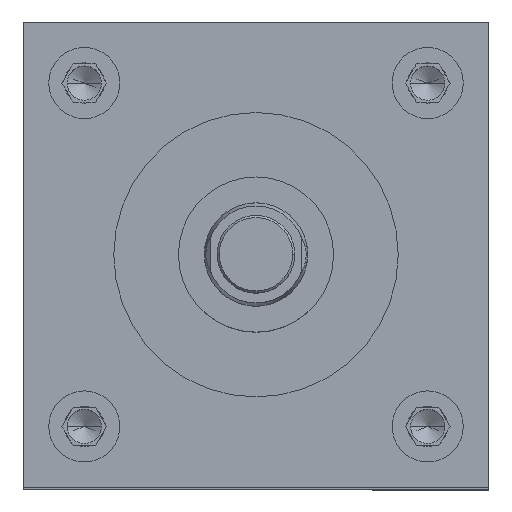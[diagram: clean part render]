
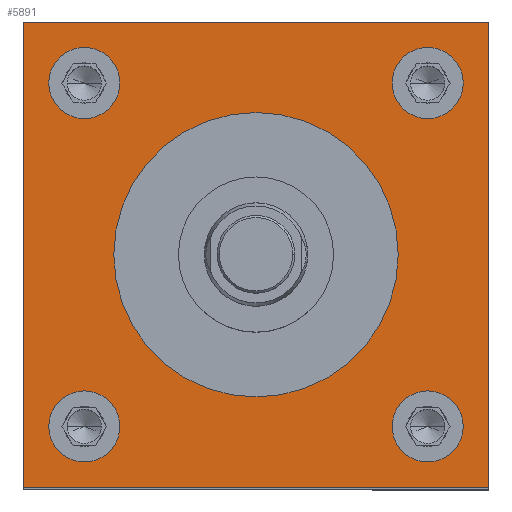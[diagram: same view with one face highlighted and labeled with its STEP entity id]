
A CAD part, top view. The second image highlights one B-rep face of the part: STEP entity #5891.
In plain terms, the highlighted planar face has unit normal (0, 0, 1).
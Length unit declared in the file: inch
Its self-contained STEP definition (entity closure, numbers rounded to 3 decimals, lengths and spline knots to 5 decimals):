
#37 = VERTEX_POINT ( 'NONE', #5782 ) ;
#146 = VECTOR ( 'NONE', #7063, 39.37008 ) ;
#161 = FACE_BOUND ( 'NONE', #5209, .T. ) ;
#308 = DIRECTION ( 'NONE',  ( 1., 0., 0. ) ) ;
#559 = VERTEX_POINT ( 'NONE', #6832 ) ;
#593 = CARTESIAN_POINT ( 'NONE',  ( -1.66, 1.66, 14.25 ) ) ;
#603 = VERTEX_POINT ( 'NONE', #816 ) ;
#651 = ORIENTED_EDGE ( 'NONE', *, *, #6843, .F. ) ;
#655 = VERTEX_POINT ( 'NONE', #4153 ) ;
#668 = DIRECTION ( 'NONE',  ( 1., 0., 0. ) ) ;
#753 = FACE_BOUND ( 'NONE', #5994, .T. ) ;
#755 = EDGE_CURVE ( 'NONE', #603, #559, #5400, .T. ) ;
#775 = ORIENTED_EDGE ( 'NONE', *, *, #1240, .F. ) ;
#816 = CARTESIAN_POINT ( 'NONE',  ( 1.375, 0., 14.25 ) ) ;
#821 = DIRECTION ( 'NONE',  ( 1., 0., 0. ) ) ;
#830 = LINE ( 'NONE', #3055, #5581 ) ;
#843 = AXIS2_PLACEMENT_3D ( 'NONE', #4252, #2132, #2059 ) ;
#956 = ORIENTED_EDGE ( 'NONE', *, *, #5562, .F. ) ;
#1003 = VERTEX_POINT ( 'NONE', #4698 ) ;
#1079 = DIRECTION ( 'NONE',  ( 1., 0., 0. ) ) ;
#1104 = VERTEX_POINT ( 'NONE', #7099 ) ;
#1112 = CARTESIAN_POINT ( 'NONE',  ( 1.66, 1.66, 14.25 ) ) ;
#1149 = DIRECTION ( 'NONE',  ( 1., 0., 0. ) ) ;
#1221 = EDGE_CURVE ( 'NONE', #7118, #37, #5791, .T. ) ;
#1240 = EDGE_CURVE ( 'NONE', #37, #7118, #6136, .T. ) ;
#1295 = CARTESIAN_POINT ( 'NONE',  ( -1.3165, -1.66, 14.25 ) ) ;
#1432 = CARTESIAN_POINT ( 'NONE',  ( 2.25, 2.25, 14.25 ) ) ;
#1648 = DIRECTION ( 'NONE',  ( -1., 0., 0. ) ) ;
#1785 = CARTESIAN_POINT ( 'NONE',  ( -2.25, 2.25, 14.25 ) ) ;
#1841 = DIRECTION ( 'NONE',  ( 0., 0., 1. ) ) ;
#1917 = VERTEX_POINT ( 'NONE', #5645 ) ;
#1936 = DIRECTION ( 'NONE',  ( 0., 0., 1. ) ) ;
#2036 = EDGE_CURVE ( 'NONE', #6080, #1917, #6788, .T. ) ;
#2059 = DIRECTION ( 'NONE',  ( 1., 0., 0. ) ) ;
#2088 = ORIENTED_EDGE ( 'NONE', *, *, #6719, .F. ) ;
#2132 = DIRECTION ( 'NONE',  ( 0., 0., 1. ) ) ;
#2197 = DIRECTION ( 'NONE',  ( 0., 0., 1. ) ) ;
#2223 = VECTOR ( 'NONE', #2940, 39.37008 ) ;
#2369 = VERTEX_POINT ( 'NONE', #1785 ) ;
#2472 = CARTESIAN_POINT ( 'NONE',  ( -2.0035, 1.66, 14.25 ) ) ;
#2482 = DIRECTION ( 'NONE',  ( 0., 0., 1. ) ) ;
#2491 = ORIENTED_EDGE ( 'NONE', *, *, #3069, .T. ) ;
#2562 = CIRCLE ( 'NONE', #3036, 0.3435 ) ;
#2614 = DIRECTION ( 'NONE',  ( 1., 0., 0. ) ) ;
#2644 = ORIENTED_EDGE ( 'NONE', *, *, #2734, .T. ) ;
#2704 = CIRCLE ( 'NONE', #843, 0.3435 ) ;
#2734 = EDGE_CURVE ( 'NONE', #1104, #655, #4332, .T. ) ;
#2773 = AXIS2_PLACEMENT_3D ( 'NONE', #5148, #1841, #308 ) ;
#2898 = LINE ( 'NONE', #6302, #2223 ) ;
#2940 = DIRECTION ( 'NONE',  ( 0., -1., 0. ) ) ;
#2955 = VERTEX_POINT ( 'NONE', #4979 ) ;
#3036 = AXIS2_PLACEMENT_3D ( 'NONE', #593, #2482, #821 ) ;
#3048 = DIRECTION ( 'NONE',  ( -1., 0., 0. ) ) ;
#3055 = CARTESIAN_POINT ( 'NONE',  ( -2.25, 2.25, 14.25 ) ) ;
#3069 = EDGE_CURVE ( 'NONE', #2369, #1104, #2898, .T. ) ;
#3072 = EDGE_CURVE ( 'NONE', #655, #5969, #5220, .T. ) ;
#3108 = EDGE_CURVE ( 'NONE', #5969, #2369, #830, .T. ) ;
#3148 = CARTESIAN_POINT ( 'NONE',  ( -1.66, 1.66, 14.25 ) ) ;
#3157 = AXIS2_PLACEMENT_3D ( 'NONE', #3480, #6840, #3048 ) ;
#3211 = AXIS2_PLACEMENT_3D ( 'NONE', #5558, #6170, #668 ) ;
#3230 = AXIS2_PLACEMENT_3D ( 'NONE', #7125, #6046, #1079 ) ;
#3241 = CIRCLE ( 'NONE', #2773, 0.3435 ) ;
#3450 = DIRECTION ( 'NONE',  ( 0., 1., 0. ) ) ;
#3452 = ORIENTED_EDGE ( 'NONE', *, *, #755, .F. ) ;
#3480 = CARTESIAN_POINT ( 'NONE',  ( -2.25, 2.25, 14.25 ) ) ;
#3623 = FACE_BOUND ( 'NONE', #5802, .T. ) ;
#3703 = AXIS2_PLACEMENT_3D ( 'NONE', #1112, #2197, #1149 ) ;
#3708 = CARTESIAN_POINT ( 'NONE',  ( 1.66, -1.66, 14.25 ) ) ;
#3745 = ORIENTED_EDGE ( 'NONE', *, *, #4510, .F. ) ;
#4046 = ORIENTED_EDGE ( 'NONE', *, *, #3108, .T. ) ;
#4147 = AXIS2_PLACEMENT_3D ( 'NONE', #4540, #6187, #5468 ) ;
#4153 = CARTESIAN_POINT ( 'NONE',  ( 2.25, -2.25, 14.25 ) ) ;
#4252 = CARTESIAN_POINT ( 'NONE',  ( -1.66, -1.66, 14.25 ) ) ;
#4292 = DIRECTION ( 'NONE',  ( 1., 0., 0. ) ) ;
#4332 = LINE ( 'NONE', #5444, #146 ) ;
#4407 = CIRCLE ( 'NONE', #3703, 0.3435 ) ;
#4413 = ORIENTED_EDGE ( 'NONE', *, *, #6510, .F. ) ;
#4486 = CARTESIAN_POINT ( 'NONE',  ( 2.0035, -1.66, 14.25 ) ) ;
#4510 = EDGE_CURVE ( 'NONE', #1917, #6080, #2562, .T. ) ;
#4540 = CARTESIAN_POINT ( 'NONE',  ( 0., 0., 14.25 ) ) ;
#4611 = AXIS2_PLACEMENT_3D ( 'NONE', #3148, #1936, #4711 ) ;
#4635 = VERTEX_POINT ( 'NONE', #1295 ) ;
#4649 = PLANE ( 'NONE',  #3157 ) ;
#4698 = CARTESIAN_POINT ( 'NONE',  ( 1.3165, 1.66, 14.25 ) ) ;
#4711 = DIRECTION ( 'NONE',  ( 1., 0., 0. ) ) ;
#4979 = CARTESIAN_POINT ( 'NONE',  ( -2.0035, -1.66, 14.25 ) ) ;
#4991 = ORIENTED_EDGE ( 'NONE', *, *, #2036, .F. ) ;
#5011 = VECTOR ( 'NONE', #3450, 39.37008 ) ;
#5032 = CARTESIAN_POINT ( 'NONE',  ( 2.0035, 1.66, 14.25 ) ) ;
#5034 = EDGE_LOOP ( 'NONE', ( #5462, #775 ) ) ;
#5074 = CIRCLE ( 'NONE', #4147, 1.375 ) ;
#5148 = CARTESIAN_POINT ( 'NONE',  ( 1.66, 1.66, 14.25 ) ) ;
#5184 = CARTESIAN_POINT ( 'NONE',  ( 2.25, -2.25, 14.25 ) ) ;
#5209 = EDGE_LOOP ( 'NONE', ( #3745, #4991 ) ) ;
#5220 = LINE ( 'NONE', #5184, #5011 ) ;
#5366 = EDGE_LOOP ( 'NONE', ( #956, #651 ) ) ;
#5400 = CIRCLE ( 'NONE', #3211, 1.375 ) ;
#5444 = CARTESIAN_POINT ( 'NONE',  ( -2.25, -2.25, 14.25 ) ) ;
#5462 = ORIENTED_EDGE ( 'NONE', *, *, #1221, .F. ) ;
#5468 = DIRECTION ( 'NONE',  ( 1., 0., 0. ) ) ;
#5558 = CARTESIAN_POINT ( 'NONE',  ( 0., 0., 14.25 ) ) ;
#5562 = EDGE_CURVE ( 'NONE', #4635, #2955, #2704, .T. ) ;
#5581 = VECTOR ( 'NONE', #1648, 39.37008 ) ;
#5645 = CARTESIAN_POINT ( 'NONE',  ( -1.3165, 1.66, 14.25 ) ) ;
#5782 = CARTESIAN_POINT ( 'NONE',  ( 1.3165, -1.66, 14.25 ) ) ;
#5791 = CIRCLE ( 'NONE', #6482, 0.3435 ) ;
#5798 = FACE_BOUND ( 'NONE', #5366, .T. ) ;
#5802 = EDGE_LOOP ( 'NONE', ( #2088, #4413 ) ) ;
#5826 = EDGE_LOOP ( 'NONE', ( #2491, #2644, #6917, #4046 ) ) ;
#5891 = ADVANCED_FACE ( 'NONE', ( #6331, #3623, #5798, #161, #753, #6225 ), #4649, .F. ) ;
#5921 = DIRECTION ( 'NONE',  ( 0., 0., 1. ) ) ;
#5969 = VERTEX_POINT ( 'NONE', #1432 ) ;
#5994 = EDGE_LOOP ( 'NONE', ( #3452, #6463 ) ) ;
#6046 = DIRECTION ( 'NONE',  ( 0., 0., 1. ) ) ;
#6080 = VERTEX_POINT ( 'NONE', #2472 ) ;
#6136 = CIRCLE ( 'NONE', #6829, 0.3435 ) ;
#6170 = DIRECTION ( 'NONE',  ( 0., 0., 1. ) ) ;
#6187 = DIRECTION ( 'NONE',  ( 0., 0., 1. ) ) ;
#6225 = FACE_OUTER_BOUND ( 'NONE', #5826, .T. ) ;
#6302 = CARTESIAN_POINT ( 'NONE',  ( -2.25, -2.25, 14.25 ) ) ;
#6331 = FACE_BOUND ( 'NONE', #5034, .T. ) ;
#6340 = CIRCLE ( 'NONE', #3230, 0.3435 ) ;
#6413 = DIRECTION ( 'NONE',  ( 0., 0., 1. ) ) ;
#6463 = ORIENTED_EDGE ( 'NONE', *, *, #6836, .F. ) ;
#6482 = AXIS2_PLACEMENT_3D ( 'NONE', #6556, #6413, #4292 ) ;
#6510 = EDGE_CURVE ( 'NONE', #1003, #6786, #3241, .T. ) ;
#6556 = CARTESIAN_POINT ( 'NONE',  ( 1.66, -1.66, 14.25 ) ) ;
#6719 = EDGE_CURVE ( 'NONE', #6786, #1003, #4407, .T. ) ;
#6786 = VERTEX_POINT ( 'NONE', #5032 ) ;
#6788 = CIRCLE ( 'NONE', #4611, 0.3435 ) ;
#6829 = AXIS2_PLACEMENT_3D ( 'NONE', #3708, #5921, #2614 ) ;
#6832 = CARTESIAN_POINT ( 'NONE',  ( -1.375, 0., 14.25 ) ) ;
#6836 = EDGE_CURVE ( 'NONE', #559, #603, #5074, .T. ) ;
#6840 = DIRECTION ( 'NONE',  ( 0., 0., -1. ) ) ;
#6843 = EDGE_CURVE ( 'NONE', #2955, #4635, #6340, .T. ) ;
#6917 = ORIENTED_EDGE ( 'NONE', *, *, #3072, .T. ) ;
#7063 = DIRECTION ( 'NONE',  ( 1., 0., 0. ) ) ;
#7099 = CARTESIAN_POINT ( 'NONE',  ( -2.25, -2.25, 14.25 ) ) ;
#7118 = VERTEX_POINT ( 'NONE', #4486 ) ;
#7125 = CARTESIAN_POINT ( 'NONE',  ( -1.66, -1.66, 14.25 ) ) ;
